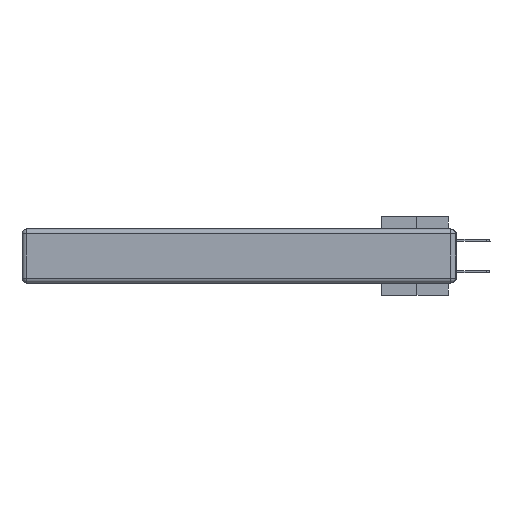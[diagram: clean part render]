
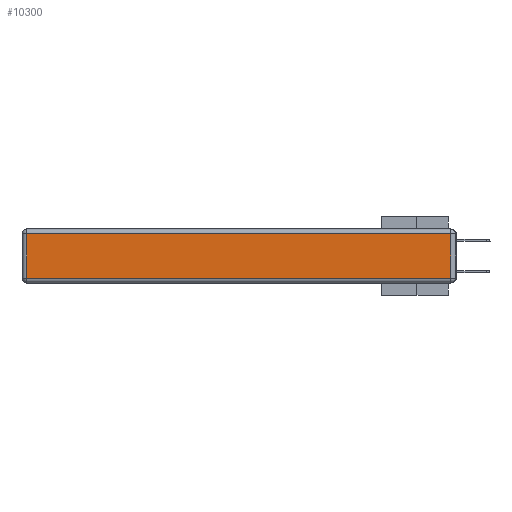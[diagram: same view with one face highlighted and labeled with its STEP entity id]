
A CAD part, left-side view. The second image highlights one B-rep face of the part: STEP entity #10300.
In plain terms, the highlighted planar face has unit normal (-1, 0, 0).
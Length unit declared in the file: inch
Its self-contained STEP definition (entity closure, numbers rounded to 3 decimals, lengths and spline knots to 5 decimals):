
#258 = VERTEX_POINT ( 'NONE', #8020 ) ;
#3801 = DIRECTION ( 'NONE',  ( 0., -1., 0. ) ) ;
#4042 = VERTEX_POINT ( 'NONE', #11547 ) ;
#4162 = EDGE_CURVE ( 'NONE', #4042, #4846, #17512, .T. ) ;
#4318 = CARTESIAN_POINT ( 'NONE',  ( 0., 0., -0.313 ) ) ;
#4846 = VERTEX_POINT ( 'NONE', #14085 ) ;
#5190 = CARTESIAN_POINT ( 'NONE',  ( 0., 2.72, -0.343 ) ) ;
#5283 = FACE_OUTER_BOUND ( 'NONE', #31211, .T. ) ;
#5590 = VECTOR ( 'NONE', #3801, 39.37008 ) ;
#6587 = EDGE_CURVE ( 'NONE', #4846, #7617, #13984, .T. ) ;
#7617 = VERTEX_POINT ( 'NONE', #19685 ) ;
#8020 = CARTESIAN_POINT ( 'NONE',  ( 0., 2.72, -0.03 ) ) ;
#8405 = CARTESIAN_POINT ( 'NONE',  ( 0., 0.03, -0.343 ) ) ;
#10298 = ORIENTED_EDGE ( 'NONE', *, *, #25718, .T. ) ;
#10300 = ADVANCED_FACE ( 'NONE', ( #5283 ), #14788, .T. ) ;
#10776 = EDGE_CURVE ( 'NONE', #7617, #258, #11601, .T. ) ;
#11547 = CARTESIAN_POINT ( 'NONE',  ( 0., 2.72, -0.313 ) ) ;
#11601 = LINE ( 'NONE', #19668, #12379 ) ;
#12379 = VECTOR ( 'NONE', #27230, 39.37008 ) ;
#13984 = LINE ( 'NONE', #8405, #21890 ) ;
#14085 = CARTESIAN_POINT ( 'NONE',  ( 0., 0.03, -0.313 ) ) ;
#14788 = PLANE ( 'NONE',  #20114 ) ;
#17512 = LINE ( 'NONE', #4318, #5590 ) ;
#17871 = VECTOR ( 'NONE', #18352, 39.37008 ) ;
#18352 = DIRECTION ( 'NONE',  ( 0., 0., -1. ) ) ;
#18528 = LINE ( 'NONE', #5190, #17871 ) ;
#19392 = ORIENTED_EDGE ( 'NONE', *, *, #4162, .T. ) ;
#19668 = CARTESIAN_POINT ( 'NONE',  ( 0., 2.75, -0.03 ) ) ;
#19685 = CARTESIAN_POINT ( 'NONE',  ( 0., 0.03, -0.03 ) ) ;
#20114 = AXIS2_PLACEMENT_3D ( 'NONE', #33804, #26514, #23046 ) ;
#21890 = VECTOR ( 'NONE', #24002, 39.37008 ) ;
#23046 = DIRECTION ( 'NONE',  ( 0., 0., 1. ) ) ;
#24002 = DIRECTION ( 'NONE',  ( 0., 0., 1. ) ) ;
#25216 = ORIENTED_EDGE ( 'NONE', *, *, #10776, .T. ) ;
#25718 = EDGE_CURVE ( 'NONE', #258, #4042, #18528, .T. ) ;
#26514 = DIRECTION ( 'NONE',  ( -1., 0., 0. ) ) ;
#27230 = DIRECTION ( 'NONE',  ( 0., 1., 0. ) ) ;
#30284 = ORIENTED_EDGE ( 'NONE', *, *, #6587, .T. ) ;
#31211 = EDGE_LOOP ( 'NONE', ( #19392, #30284, #25216, #10298 ) ) ;
#33804 = CARTESIAN_POINT ( 'NONE',  ( 0., 0., -0.343 ) ) ;
